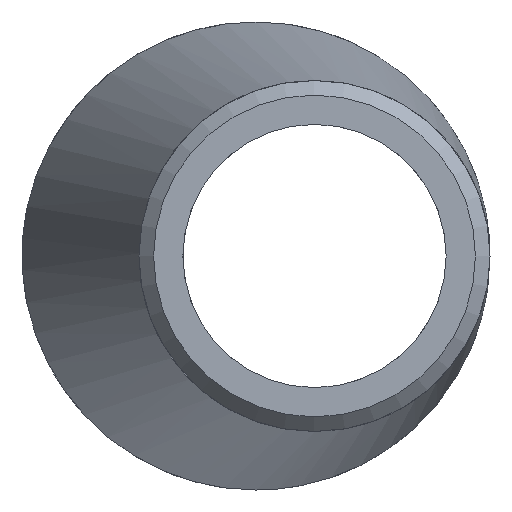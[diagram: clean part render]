
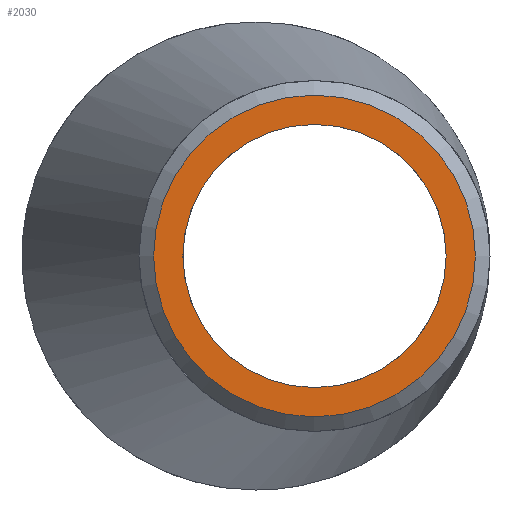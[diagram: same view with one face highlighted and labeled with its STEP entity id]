
A CAD part, left-side view. The second image highlights one B-rep face of the part: STEP entity #2030.
In plain terms, the highlighted planar face has unit normal (-1, 0, 0).
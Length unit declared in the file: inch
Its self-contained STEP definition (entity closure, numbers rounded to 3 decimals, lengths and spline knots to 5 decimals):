
#31 = CARTESIAN_POINT ( 'NONE',  ( 0., -0.7874, 0. ) ) ;
#39 = CIRCLE ( 'NONE', #1476, 1.77165 ) ;
#63 = DIRECTION ( 'NONE',  ( 0., 0., -1. ) ) ;
#117 = FACE_BOUND ( 'NONE', #1136, .T. ) ;
#167 = EDGE_CURVE ( 'NONE', #1718, #1718, #39, .T. ) ;
#310 = PLANE ( 'NONE',  #1681 ) ;
#497 = CIRCLE ( 'NONE', #1306, 2.16535 ) ;
#627 = FACE_OUTER_BOUND ( 'NONE', #1198, .T. ) ;
#764 = CARTESIAN_POINT ( 'NONE',  ( 0., -0.7874, 0. ) ) ;
#962 = CARTESIAN_POINT ( 'NONE',  ( 0., -0.7874, -2.16535 ) ) ;
#981 = DIRECTION ( 'NONE',  ( 1., 0., 0. ) ) ;
#1006 = CARTESIAN_POINT ( 'NONE',  ( 0., 0., 0. ) ) ;
#1098 = VERTEX_POINT ( 'NONE', #962 ) ;
#1136 = EDGE_LOOP ( 'NONE', ( #1836 ) ) ;
#1198 = EDGE_LOOP ( 'NONE', ( #1551 ) ) ;
#1306 = AXIS2_PLACEMENT_3D ( 'NONE', #31, #1978, #1418 ) ;
#1358 = EDGE_CURVE ( 'NONE', #1098, #1098, #497, .T. ) ;
#1418 = DIRECTION ( 'NONE',  ( 0., 0., -1. ) ) ;
#1476 = AXIS2_PLACEMENT_3D ( 'NONE', #764, #1871, #63 ) ;
#1551 = ORIENTED_EDGE ( 'NONE', *, *, #1358, .F. ) ;
#1681 = AXIS2_PLACEMENT_3D ( 'NONE', #1006, #981, #1792 ) ;
#1718 = VERTEX_POINT ( 'NONE', #1746 ) ;
#1746 = CARTESIAN_POINT ( 'NONE',  ( 0., -0.7874, -1.77165 ) ) ;
#1792 = DIRECTION ( 'NONE',  ( 0., 0., -1. ) ) ;
#1836 = ORIENTED_EDGE ( 'NONE', *, *, #167, .T. ) ;
#1871 = DIRECTION ( 'NONE',  ( 1., 0., 0. ) ) ;
#1978 = DIRECTION ( 'NONE',  ( 1., 0., 0. ) ) ;
#2030 = ADVANCED_FACE ( 'NONE', ( #117, #627 ), #310, .F. ) ;
